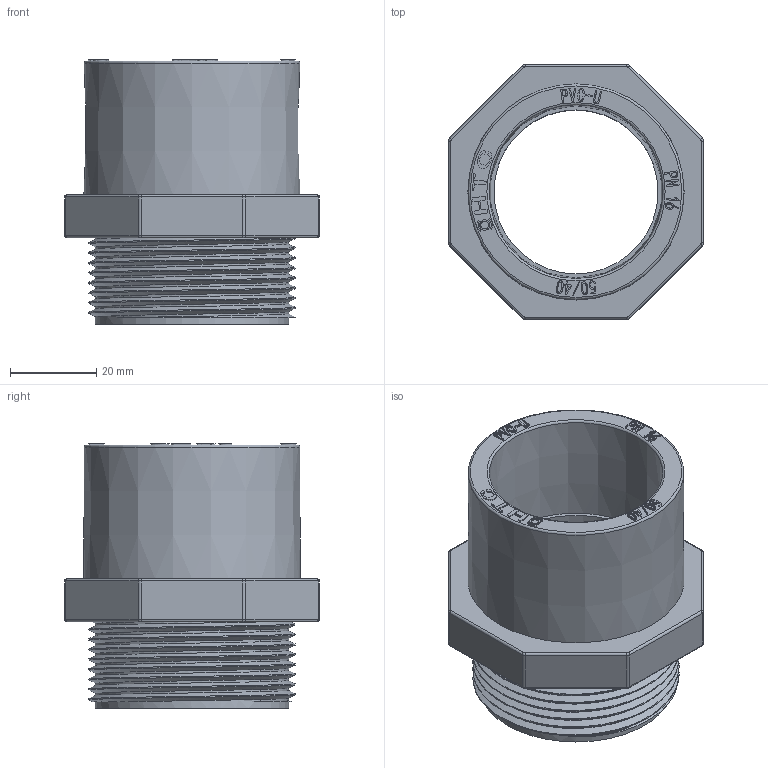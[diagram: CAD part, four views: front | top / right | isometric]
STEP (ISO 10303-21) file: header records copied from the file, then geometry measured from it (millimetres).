
FILE_DESCRIPTION(/* description */ (''),/* implementation_level */ '2;1');
FILE_NAME(/* name */ '40-50X1-1÷2内外插外螺纹变接头.stp',/* time_stamp */ '2024-03-25T16:18:30+08:00',/* author */ (''),/* organization */ (''),/* preprocessor_version */ 'ST-DEVELOPER v16',/* originating_system */ 'SIEMENS PLM Software NX 10.0',/* authorisation */ '');
FILE_SCHEMA (('AUTOMOTIVE_DESIGN { 1 0 10303 214 3 1 1 1 }'));
Length unit declared in the file: millimetre
Products named in the file (1): gelv1410B640vnur
Bounding box: 59 x 59 x 61.3 mm (x, y, z)
Volume: 48943.8 mm3; surface area: 23125.1 mm2
Topology: 1 solids, 1 shells, 801 faces, 2274 edges, 1505 vertices
Faces by surface type: plane 728, cylinder 41, bspline 18, extrusion 9, torus 3, cone 2
Full cylindrical faces by diameter (mm): 1.821 x1, 2.428 x1, 38 x1, 44.845 x9
Entity records: 30401 total; most frequent: CARTESIAN_POINT 12182, ORIENTED_EDGE 4472, DIRECTION 2683, EDGE_CURVE 2236, VERTEX_POINT 1484, B_SPLINE_CURVE_WITH_KNOTS 1196, VECTOR 967, LINE 958
